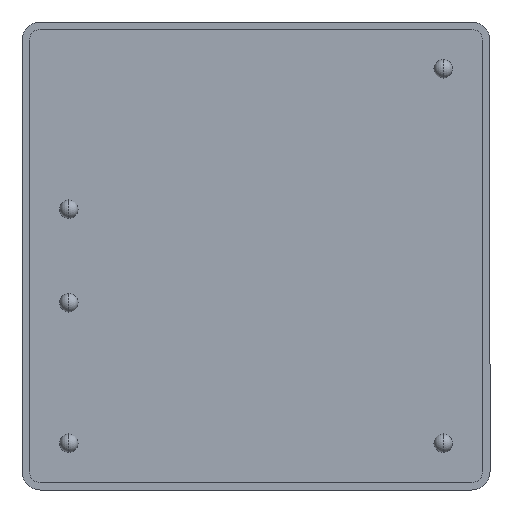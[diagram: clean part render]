
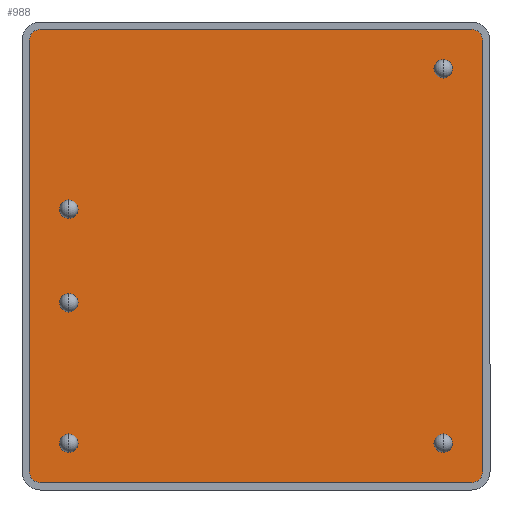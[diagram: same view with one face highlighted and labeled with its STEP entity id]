
A CAD part, front view. The second image highlights one B-rep face of the part: STEP entity #988.
In plain terms, the highlighted planar face has unit normal (0, -1, 0).
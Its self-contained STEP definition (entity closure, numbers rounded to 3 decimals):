
#33 = VERTEX_POINT ( 'NONE', #654 ) ;
#43 = CARTESIAN_POINT ( 'NONE',  ( 11.7, 0.5, 12.3 ) ) ;
#75 = CARTESIAN_POINT ( 'NONE',  ( 11.7, 0.5, -12.3 ) ) ;
#82 = DIRECTION ( 'NONE',  ( 0., 0., 1. ) ) ;
#107 = AXIS2_PLACEMENT_3D ( 'NONE', #2278, #284, #821 ) ;
#176 = VECTOR ( 'NONE', #1446, 1000. ) ;
#192 = CARTESIAN_POINT ( 'NONE',  ( 12.3, 0.5, -11.7 ) ) ;
#284 = DIRECTION ( 'NONE',  ( 0., 1., 0. ) ) ;
#336 = ORIENTED_EDGE ( 'NONE', *, *, #820, .T. ) ;
#377 = CARTESIAN_POINT ( 'NONE',  ( -11.7, 0.5, -12.3 ) ) ;
#435 = CARTESIAN_POINT ( 'NONE',  ( 11.7, 0.5, 11.7 ) ) ;
#437 = LINE ( 'NONE', #192, #176 ) ;
#463 = ORIENTED_EDGE ( 'NONE', *, *, #957, .T. ) ;
#549 = AXIS2_PLACEMENT_3D ( 'NONE', #1575, #2125, #1757 ) ;
#567 = AXIS2_PLACEMENT_3D ( 'NONE', #606, #1153, #1866 ) ;
#606 = CARTESIAN_POINT ( 'NONE',  ( -11.7, 0.5, -11.7 ) ) ;
#608 = DIRECTION ( 'NONE',  ( 0., 0., -1. ) ) ;
#654 = CARTESIAN_POINT ( 'NONE',  ( -12.3, 0.5, 11.7 ) ) ;
#685 = CIRCLE ( 'NONE', #567, 0.6 ) ;
#724 = CIRCLE ( 'NONE', #1334, 0.6 ) ;
#744 = ORIENTED_EDGE ( 'NONE', *, *, #1559, .T. ) ;
#777 = EDGE_CURVE ( 'NONE', #809, #2159, #437, .T. ) ;
#801 = DIRECTION ( 'NONE',  ( 0., -1., 0. ) ) ;
#809 = VERTEX_POINT ( 'NONE', #2043 ) ;
#817 = VECTOR ( 'NONE', #819, 1000. ) ;
#819 = DIRECTION ( 'NONE',  ( 1., 0., 0. ) ) ;
#820 = EDGE_CURVE ( 'NONE', #2159, #2292, #1496, .T. ) ;
#821 = DIRECTION ( 'NONE',  ( 0., 0., 1. ) ) ;
#927 = ORIENTED_EDGE ( 'NONE', *, *, #2337, .T. ) ;
#953 = ORIENTED_EDGE ( 'NONE', *, *, #1305, .T. ) ;
#957 = EDGE_CURVE ( 'NONE', #1921, #1841, #685, .T. ) ;
#976 = DIRECTION ( 'NONE',  ( -1., 0., 0. ) ) ;
#986 = CARTESIAN_POINT ( 'NONE',  ( -12.3, 0.5, -11.7 ) ) ;
#988 = ADVANCED_FACE ( 'NONE', ( #1875 ), #1206, .F. ) ;
#1037 = CARTESIAN_POINT ( 'NONE',  ( 12.3, 0.5, 11.7 ) ) ;
#1047 = LINE ( 'NONE', #2076, #1787 ) ;
#1058 = ORIENTED_EDGE ( 'NONE', *, *, #2077, .T. ) ;
#1099 = EDGE_CURVE ( 'NONE', #1435, #809, #1134, .T. ) ;
#1134 = CIRCLE ( 'NONE', #549, 0.6 ) ;
#1147 = EDGE_LOOP ( 'NONE', ( #463, #744, #1347, #1712, #336, #927, #1058, #953 ) ) ;
#1153 = DIRECTION ( 'NONE',  ( 0., -1., 0. ) ) ;
#1155 = CARTESIAN_POINT ( 'NONE',  ( -11.7, 0.5, -12.3 ) ) ;
#1206 = PLANE ( 'NONE',  #107 ) ;
#1305 = EDGE_CURVE ( 'NONE', #33, #1921, #2245, .T. ) ;
#1330 = LINE ( 'NONE', #1155, #817 ) ;
#1334 = AXIS2_PLACEMENT_3D ( 'NONE', #1397, #2311, #1925 ) ;
#1338 = AXIS2_PLACEMENT_3D ( 'NONE', #435, #801, #82 ) ;
#1347 = ORIENTED_EDGE ( 'NONE', *, *, #1099, .T. ) ;
#1397 = CARTESIAN_POINT ( 'NONE',  ( -11.7, 0.5, 11.7 ) ) ;
#1431 = VECTOR ( 'NONE', #608, 1000. ) ;
#1435 = VERTEX_POINT ( 'NONE', #75 ) ;
#1446 = DIRECTION ( 'NONE',  ( 0., 0., 1. ) ) ;
#1496 = CIRCLE ( 'NONE', #1338, 0.6 ) ;
#1559 = EDGE_CURVE ( 'NONE', #1841, #1435, #1330, .T. ) ;
#1575 = CARTESIAN_POINT ( 'NONE',  ( 11.7, 0.5, -11.7 ) ) ;
#1712 = ORIENTED_EDGE ( 'NONE', *, *, #777, .T. ) ;
#1757 = DIRECTION ( 'NONE',  ( 0., 0., -1. ) ) ;
#1787 = VECTOR ( 'NONE', #976, 1000. ) ;
#1841 = VERTEX_POINT ( 'NONE', #377 ) ;
#1854 = CARTESIAN_POINT ( 'NONE',  ( -12.3, 0.5, -11.7 ) ) ;
#1866 = DIRECTION ( 'NONE',  ( 0., 0., 1. ) ) ;
#1875 = FACE_OUTER_BOUND ( 'NONE', #1147, .T. ) ;
#1921 = VERTEX_POINT ( 'NONE', #1854 ) ;
#1925 = DIRECTION ( 'NONE',  ( 0., 0., 1. ) ) ;
#2043 = CARTESIAN_POINT ( 'NONE',  ( 12.3, 0.5, -11.7 ) ) ;
#2048 = CARTESIAN_POINT ( 'NONE',  ( -11.7, 0.5, 12.3 ) ) ;
#2076 = CARTESIAN_POINT ( 'NONE',  ( -11.7, 0.5, 12.3 ) ) ;
#2077 = EDGE_CURVE ( 'NONE', #2255, #33, #724, .T. ) ;
#2125 = DIRECTION ( 'NONE',  ( 0., -1., 0. ) ) ;
#2159 = VERTEX_POINT ( 'NONE', #1037 ) ;
#2245 = LINE ( 'NONE', #986, #1431 ) ;
#2255 = VERTEX_POINT ( 'NONE', #2048 ) ;
#2278 = CARTESIAN_POINT ( 'NONE',  ( -11.7, 0.5, -11.7 ) ) ;
#2292 = VERTEX_POINT ( 'NONE', #43 ) ;
#2311 = DIRECTION ( 'NONE',  ( 0., -1., 0. ) ) ;
#2337 = EDGE_CURVE ( 'NONE', #2292, #2255, #1047, .T. ) ;
